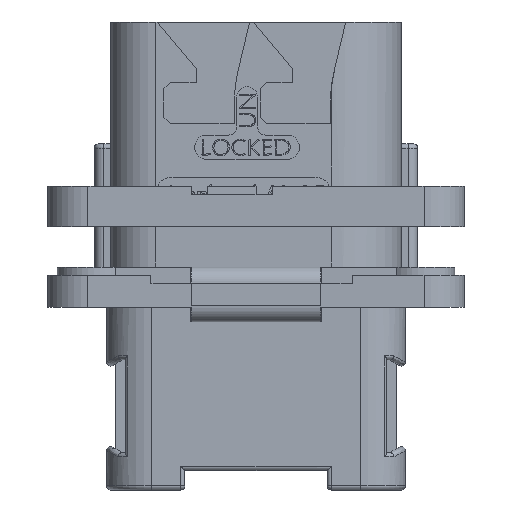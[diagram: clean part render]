
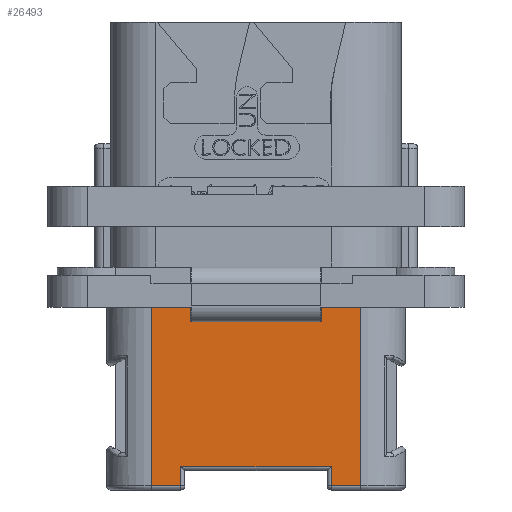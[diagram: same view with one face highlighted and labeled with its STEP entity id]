
A CAD part, left-side view. The second image highlights one B-rep face of the part: STEP entity #26493.
In plain terms, the highlighted planar face has unit normal (-1, 0, 0).
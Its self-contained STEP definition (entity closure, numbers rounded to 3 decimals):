
#2851=DIRECTION('',(0.,1.,0.));
#2852=VECTOR('',#2851,12.9);
#2853=CARTESIAN_POINT('',(-9.25,-6.45,0.));
#2854=LINE('',#2853,#2852);
#3423=DIRECTION('',(0.,1.,0.));
#3424=VECTOR('',#3423,9.294);
#3425=CARTESIAN_POINT('',(-9.25,-4.647,-9.85));
#3426=LINE('',#3425,#3424);
#3427=DIRECTION('',(0.,1.,0.));
#3428=VECTOR('',#3427,1.803);
#3429=CARTESIAN_POINT('',(-9.25,4.647,-11.05));
#3430=LINE('',#3429,#3428);
#3431=DIRECTION('',(0.,0.,1.));
#3432=VECTOR('',#3431,11.05);
#3433=CARTESIAN_POINT('',(-9.25,6.45,-11.05));
#3434=LINE('',#3433,#3432);
#3435=DIRECTION('',(0.,0.,1.));
#3436=VECTOR('',#3435,11.05);
#3437=CARTESIAN_POINT('',(-9.25,-6.45,-11.05));
#3438=LINE('',#3437,#3436);
#3439=DIRECTION('',(0.,1.,0.));
#3440=VECTOR('',#3439,1.803);
#3441=CARTESIAN_POINT('',(-9.25,-6.45,-11.05));
#3442=LINE('',#3441,#3440);
#3468=DIRECTION('',(0.,0.,-1.));
#3469=VECTOR('',#3468,1.2);
#3470=CARTESIAN_POINT('',(-9.25,-4.647,-9.85));
#3471=LINE('',#3470,#3469);
#7963=DIRECTION('',(0.,0.,1.));
#7964=VECTOR('',#7963,1.2);
#7965=CARTESIAN_POINT('',(-9.25,4.647,-11.05));
#7966=LINE('',#7965,#7964);
#20577=CARTESIAN_POINT('',(-9.25,-6.45,0.));
#20578=CARTESIAN_POINT('',(-9.25,6.45,0.));
#20579=VERTEX_POINT('',#20577);
#20580=VERTEX_POINT('',#20578);
#20677=CARTESIAN_POINT('',(-9.25,-6.45,-11.05));
#20678=VERTEX_POINT('',#20677);
#20681=CARTESIAN_POINT('',(-9.25,-4.647,-11.05));
#20682=VERTEX_POINT('',#20681);
#20698=CARTESIAN_POINT('',(-9.25,4.647,-11.05));
#20700=VERTEX_POINT('',#20698);
#20703=CARTESIAN_POINT('',(-9.25,6.45,-11.05));
#20704=VERTEX_POINT('',#20703);
#21358=CARTESIAN_POINT('',(-9.25,-4.647,-9.85));
#21359=CARTESIAN_POINT('',(-9.25,4.647,-9.85));
#21360=VERTEX_POINT('',#21358);
#21361=VERTEX_POINT('',#21359);
#26471=CARTESIAN_POINT('',(-9.25,-9.25,0.));
#26472=DIRECTION('',(-1.,0.,0.));
#26473=DIRECTION('',(0.,1.,0.));
#26474=AXIS2_PLACEMENT_3D('',#26471,#26472,#26473);
#26475=PLANE('',#26474);
#26477=ORIENTED_EDGE('',*,*,#26476,.T.);
#26479=ORIENTED_EDGE('',*,*,#26478,.F.);
#26481=ORIENTED_EDGE('',*,*,#26480,.T.);
#26483=ORIENTED_EDGE('',*,*,#26482,.T.);
#26484=ORIENTED_EDGE('',*,*,#25593,.F.);
#26486=ORIENTED_EDGE('',*,*,#26485,.F.);
#26488=ORIENTED_EDGE('',*,*,#26487,.T.);
#26490=ORIENTED_EDGE('',*,*,#26489,.F.);
#26491=EDGE_LOOP('',(#26477,#26479,#26481,#26483,#26484,#26486,#26488,#26490));
#26492=FACE_OUTER_BOUND('',#26491,.F.);
#26493=ADVANCED_FACE('',(#26492),#26475,.T.);
#25593=EDGE_CURVE('',#20579,#20580,#2854,.T.);
#26476=EDGE_CURVE('',#21360,#21361,#3426,.T.);
#26478=EDGE_CURVE('',#20700,#21361,#7966,.T.);
#26480=EDGE_CURVE('',#20700,#20704,#3430,.T.);
#26482=EDGE_CURVE('',#20704,#20580,#3434,.T.);
#26485=EDGE_CURVE('',#20678,#20579,#3438,.T.);
#26487=EDGE_CURVE('',#20678,#20682,#3442,.T.);
#26489=EDGE_CURVE('',#21360,#20682,#3471,.T.);
